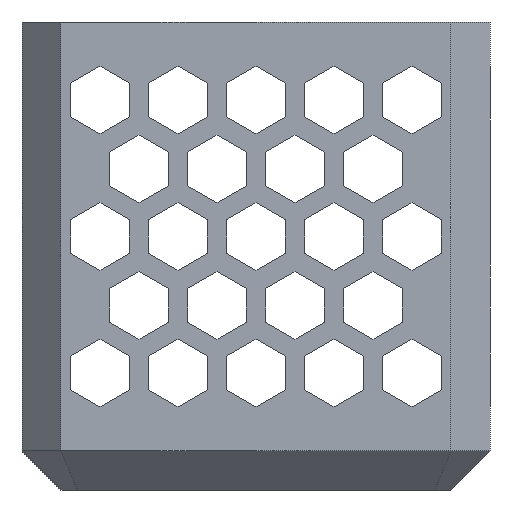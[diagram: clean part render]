
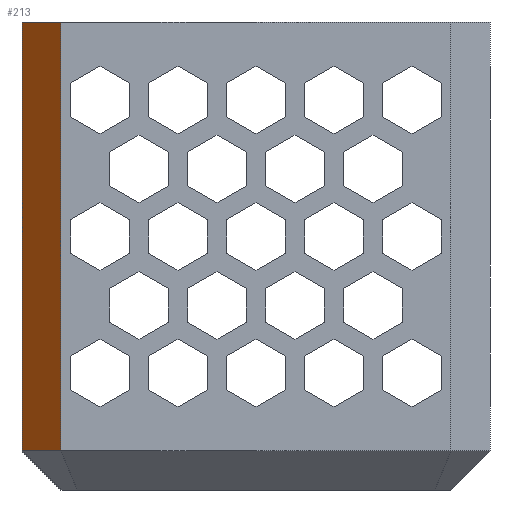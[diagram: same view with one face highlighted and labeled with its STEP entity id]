
A CAD part, left-side view. The second image highlights one B-rep face of the part: STEP entity #213.
In plain terms, the highlighted planar face has unit normal (-0.707, 0.707, 0).
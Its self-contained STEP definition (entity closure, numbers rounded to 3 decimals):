
#213=ADVANCED_FACE('',(#2250),#2252,.F.);
#2250=FACE_BOUND('',#2251,.T.);
#2251=EDGE_LOOP('',(#7944,#7945,#7946,#7947));
#2252=PLANE('',#2253);
#2253=AXIS2_PLACEMENT_3D('',#2254,#2255,#2256);
#2254=CARTESIAN_POINT('',(-50.,60.,-40.));
#2255=DIRECTION('',(0.707,-0.707,0.));
#2256=DIRECTION('',(0.,0.,1.));
#7944=ORIENTED_EDGE('',*,*,#11059,.T.);
#7945=ORIENTED_EDGE('',*,*,#11642,.T.);
#7946=ORIENTED_EDGE('',*,*,#11781,.T.);
#7947=ORIENTED_EDGE('',*,*,#11782,.F.);
#11059=EDGE_CURVE('',#13511,#13506,#13512,.F.);
#11642=EDGE_CURVE('',#13506,#14660,#14662,.T.);
#11781=EDGE_CURVE('',#14660,#14939,#14940,.F.);
#11782=EDGE_CURVE('',#13511,#14939,#14941,.T.);
#13506=VERTEX_POINT('',#17976);
#13511=VERTEX_POINT('',#17987);
#13512=LINE('',#17988,#17989);
#14660=VERTEX_POINT('',#20300);
#14662=LINE('',#20304,#20305);
#14939=VERTEX_POINT('',#20859);
#14940=LINE('',#20860,#20861);
#14941=LINE('',#20863,#20864);
#17976=CARTESIAN_POINT('',(-60.,50.,10.));
#17987=CARTESIAN_POINT('',(-50.,60.,10.));
#17988=CARTESIAN_POINT('',(-60.,50.,10.));
#17989=VECTOR('',#17990,1.);
#17990=DIRECTION('',(0.707,0.707,0.));
#20300=CARTESIAN_POINT('',(-60.,50.,120.));
#20304=CARTESIAN_POINT('',(-60.,50.,10.));
#20305=VECTOR('',#20306,1.);
#20306=DIRECTION('',(0.,0.,1.));
#20859=CARTESIAN_POINT('',(-50.,60.,120.));
#20860=CARTESIAN_POINT('',(-50.,60.,120.));
#20861=VECTOR('',#20862,1.);
#20862=DIRECTION('',(-0.707,-0.707,0.));
#20863=CARTESIAN_POINT('',(-50.,60.,10.));
#20864=VECTOR('',#20865,1.);
#20865=DIRECTION('',(0.,0.,1.));
